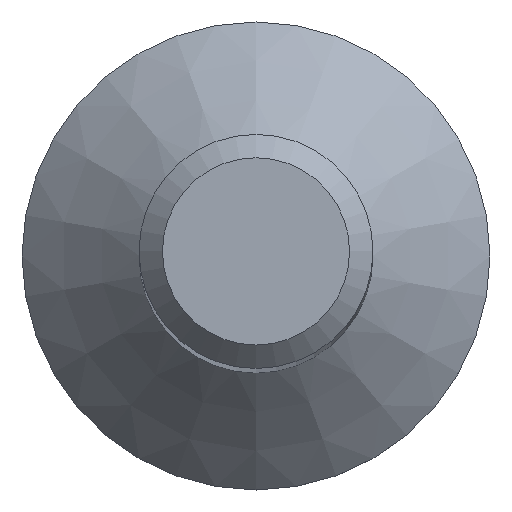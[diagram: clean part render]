
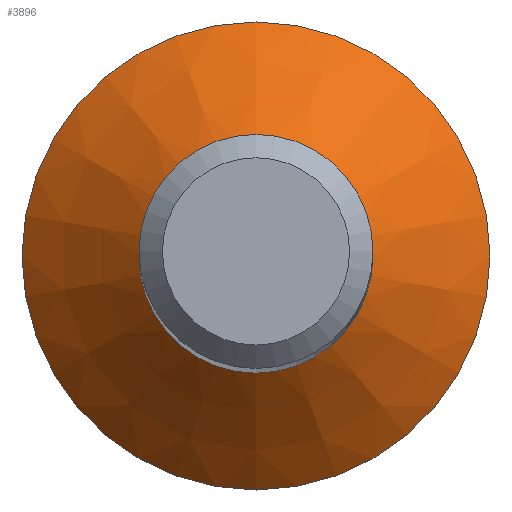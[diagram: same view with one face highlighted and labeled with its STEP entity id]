
A CAD part, top view. The second image highlights one B-rep face of the part: STEP entity #3896.
In plain terms, the highlighted conical face has half-angle 45 degrees and reference radius 8 mm.
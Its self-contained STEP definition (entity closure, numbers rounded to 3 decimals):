
#58 = FACE_BOUND ( 'NONE', #6870, .T. ) ;
#217 = DIRECTION ( 'NONE',  ( 0., 0., -1. ) ) ;
#300 = CARTESIAN_POINT ( 'NONE',  ( 0., 0., 0.4 ) ) ;
#449 = DIRECTION ( 'NONE',  ( 0., 0., -1. ) ) ;
#1485 = CARTESIAN_POINT ( 'NONE',  ( 0., 0., 4.4 ) ) ;
#2085 = VERTEX_POINT ( 'NONE', #13849 ) ;
#2517 = DIRECTION ( 'NONE',  ( 0., 1., 0. ) ) ;
#3619 = FACE_OUTER_BOUND ( 'NONE', #10654, .T. ) ;
#3673 = CARTESIAN_POINT ( 'NONE',  ( 0., 0., 0.4 ) ) ;
#3896 = ADVANCED_FACE ( 'NONE', ( #3619, #58 ), #6619, .T. ) ;
#3976 = VERTEX_POINT ( 'NONE', #15085 ) ;
#3992 = CIRCLE ( 'NONE', #6184, 4. ) ;
#5478 = AXIS2_PLACEMENT_3D ( 'NONE', #300, #8872, #13611 ) ;
#6184 = AXIS2_PLACEMENT_3D ( 'NONE', #1485, #449, #11013 ) ;
#6619 = CONICAL_SURFACE ( 'NONE', #12403, 8., 0.785 ) ;
#6870 = EDGE_LOOP ( 'NONE', ( #7073 ) ) ;
#7073 = ORIENTED_EDGE ( 'NONE', *, *, #14951, .T. ) ;
#8872 = DIRECTION ( 'NONE',  ( 0., 0., -1. ) ) ;
#10294 = EDGE_CURVE ( 'NONE', #2085, #2085, #13907, .T. ) ;
#10654 = EDGE_LOOP ( 'NONE', ( #10772 ) ) ;
#10772 = ORIENTED_EDGE ( 'NONE', *, *, #10294, .F. ) ;
#11013 = DIRECTION ( 'NONE',  ( 0., 1., 0. ) ) ;
#12403 = AXIS2_PLACEMENT_3D ( 'NONE', #3673, #217, #2517 ) ;
#13611 = DIRECTION ( 'NONE',  ( 0., 1., 0. ) ) ;
#13849 = CARTESIAN_POINT ( 'NONE',  ( 0., 8., 0.4 ) ) ;
#13907 = CIRCLE ( 'NONE', #5478, 8. ) ;
#14951 = EDGE_CURVE ( 'NONE', #3976, #3976, #3992, .T. ) ;
#15085 = CARTESIAN_POINT ( 'NONE',  ( 0., 4., 4.4 ) ) ;
